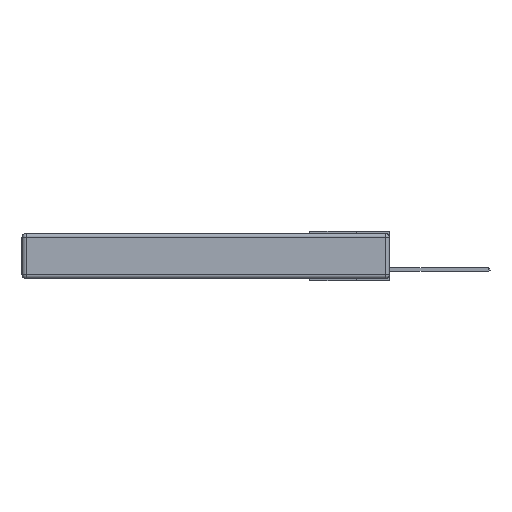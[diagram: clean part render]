
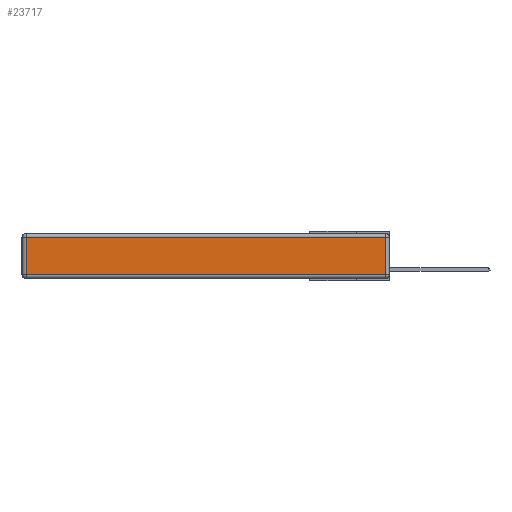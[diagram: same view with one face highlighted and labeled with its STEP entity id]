
A CAD part, left-side view. The second image highlights one B-rep face of the part: STEP entity #23717.
In plain terms, the highlighted planar face has unit normal (-1, 0, 0).
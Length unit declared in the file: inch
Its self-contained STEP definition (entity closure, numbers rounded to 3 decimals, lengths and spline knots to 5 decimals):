
#316 = VECTOR ( 'NONE', #23949, 39.37008 ) ;
#1208 = EDGE_CURVE ( 'NONE', #9376, #7649, #22736, .T. ) ;
#1468 = DIRECTION ( 'NONE',  ( 0., -1., 0. ) ) ;
#1718 = ORIENTED_EDGE ( 'NONE', *, *, #19244, .T. ) ;
#2455 = VERTEX_POINT ( 'NONE', #9970 ) ;
#3319 = LINE ( 'NONE', #8799, #9036 ) ;
#3876 = DIRECTION ( 'NONE',  ( 0., 0., 1. ) ) ;
#3924 = EDGE_CURVE ( 'NONE', #2455, #5899, #11128, .T. ) ;
#4975 = CARTESIAN_POINT ( 'NONE',  ( 0., 2.75, -0.03 ) ) ;
#5105 = VECTOR ( 'NONE', #1468, 39.37008 ) ;
#5899 = VERTEX_POINT ( 'NONE', #19027 ) ;
#6794 = DIRECTION ( 'NONE',  ( 0., 0., 1. ) ) ;
#7368 = AXIS2_PLACEMENT_3D ( 'NONE', #13425, #15325, #3876 ) ;
#7649 = VERTEX_POINT ( 'NONE', #18467 ) ;
#8515 = CARTESIAN_POINT ( 'NONE',  ( 0., 2.72, -0.313 ) ) ;
#8799 = CARTESIAN_POINT ( 'NONE',  ( 0., 0.03, -0.343 ) ) ;
#9036 = VECTOR ( 'NONE', #6794, 39.37008 ) ;
#9136 = ORIENTED_EDGE ( 'NONE', *, *, #1208, .T. ) ;
#9376 = VERTEX_POINT ( 'NONE', #8515 ) ;
#9970 = CARTESIAN_POINT ( 'NONE',  ( 0., 0.03, -0.03 ) ) ;
#11128 = LINE ( 'NONE', #4975, #18539 ) ;
#11524 = PLANE ( 'NONE',  #7368 ) ;
#11581 = FACE_OUTER_BOUND ( 'NONE', #18176, .T. ) ;
#12254 = ORIENTED_EDGE ( 'NONE', *, *, #19847, .T. ) ;
#13425 = CARTESIAN_POINT ( 'NONE',  ( 0., 0., -0.343 ) ) ;
#13868 = ORIENTED_EDGE ( 'NONE', *, *, #3924, .T. ) ;
#15325 = DIRECTION ( 'NONE',  ( -1., 0., 0. ) ) ;
#16278 = CARTESIAN_POINT ( 'NONE',  ( 0., 2.72, -0.343 ) ) ;
#16523 = CARTESIAN_POINT ( 'NONE',  ( 0., 0., -0.313 ) ) ;
#17665 = LINE ( 'NONE', #16278, #316 ) ;
#18176 = EDGE_LOOP ( 'NONE', ( #9136, #12254, #13868, #1718 ) ) ;
#18467 = CARTESIAN_POINT ( 'NONE',  ( 0., 0.03, -0.313 ) ) ;
#18539 = VECTOR ( 'NONE', #24011, 39.37008 ) ;
#19027 = CARTESIAN_POINT ( 'NONE',  ( 0., 2.72, -0.03 ) ) ;
#19244 = EDGE_CURVE ( 'NONE', #5899, #9376, #17665, .T. ) ;
#19847 = EDGE_CURVE ( 'NONE', #7649, #2455, #3319, .T. ) ;
#22736 = LINE ( 'NONE', #16523, #5105 ) ;
#23717 = ADVANCED_FACE ( 'NONE', ( #11581 ), #11524, .T. ) ;
#23949 = DIRECTION ( 'NONE',  ( 0., 0., -1. ) ) ;
#24011 = DIRECTION ( 'NONE',  ( 0., 1., 0. ) ) ;
